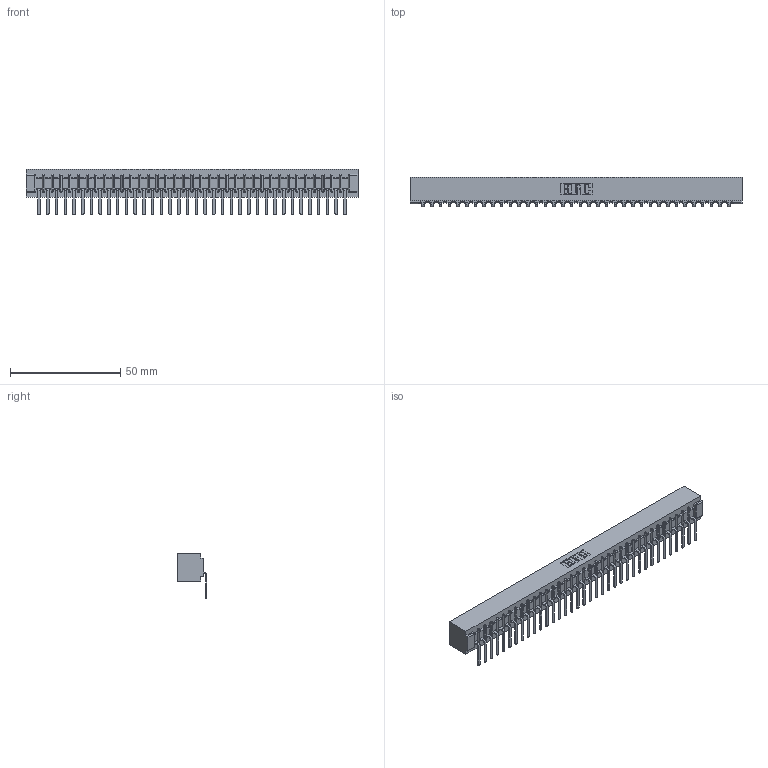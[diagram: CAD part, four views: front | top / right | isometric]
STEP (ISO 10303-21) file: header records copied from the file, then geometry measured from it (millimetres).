
FILE_DESCRIPTION (( 'STEP AP203' ), '1' );
FILE_NAME ('357-036-457-101.STEP', '2020-10-02T17:50:55', ( '' ), ( '' ), 'SwSTEP 2.0', 'SolidWorks 2020', '' );
FILE_SCHEMA (( 'CONFIG_CONTROL_DESIGN' ));
Length unit declared in the file: inch
Products named in the file (3): 357-036-457-101; 307 Part_No Mounting Lugs; 307-290-002_557
Assembly tree (37 placements, depth 2):
  357-036-457-101
    307 Part_No Mounting Lugs
    307-290-002_557  x36
Bounding box: 150.52 x 13.32 x 20.66 mm (x, y, z)
Volume: 16717.8 mm3; surface area: 21869.9 mm2
Topology: 37 solids, 37 shells, 2955 faces, 9083 edges, 5954 vertices
Faces by surface type: plane 1758, cylinder 1123, sphere 74
Entity records: 32178 total; most frequent: CARTESIAN_POINT 5428, ORIENTED_EDGE 5418, DIRECTION 5275, EDGE_CURVE 2709, VECTOR 2073, LINE 2073, VERTEX_POINT 1754, AXIS2_PLACEMENT_3D 1601
